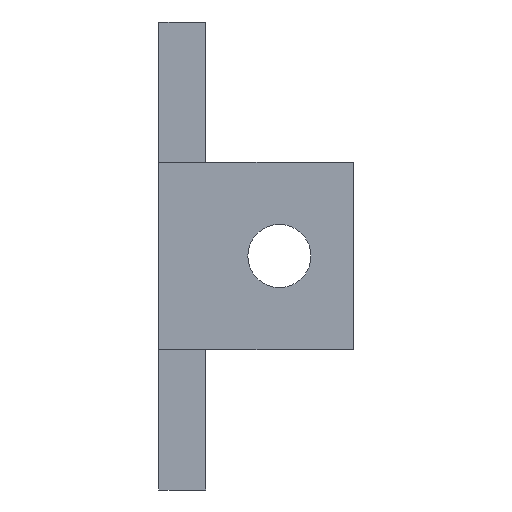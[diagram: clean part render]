
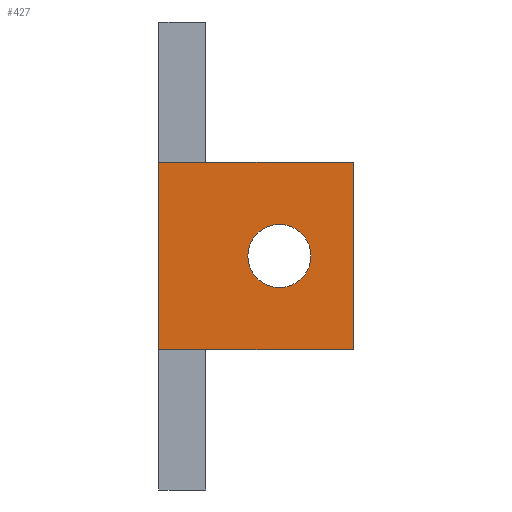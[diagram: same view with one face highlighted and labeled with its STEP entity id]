
A CAD part, left-side view. The second image highlights one B-rep face of the part: STEP entity #427.
In plain terms, the highlighted planar face has unit normal (-1, 0, 0).
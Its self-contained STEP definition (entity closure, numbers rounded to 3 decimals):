
#25=CIRCLE('',#464,1.35);
#61=ORIENTED_EDGE('',*,*,#171,.T.);
#62=ORIENTED_EDGE('',*,*,#147,.F.);
#63=ORIENTED_EDGE('',*,*,#172,.T.);
#64=ORIENTED_EDGE('',*,*,#160,.T.);
#65=ORIENTED_EDGE('',*,*,#173,.T.);
#147=EDGE_CURVE('',#203,#204,#243,.T.);
#160=EDGE_CURVE('',#217,#216,#256,.T.);
#171=EDGE_CURVE('',#216,#204,#266,.T.);
#172=EDGE_CURVE('',#203,#217,#267,.T.);
#173=EDGE_CURVE('',#225,#225,#25,.T.);
#203=VERTEX_POINT('',#605);
#204=VERTEX_POINT('',#607);
#216=VERTEX_POINT('',#633);
#217=VERTEX_POINT('',#635);
#225=VERTEX_POINT('',#659);
#243=LINE('',#606,#291);
#256=LINE('',#634,#304);
#266=LINE('',#656,#314);
#267=LINE('',#657,#315);
#291=VECTOR('',#494,1000.);
#304=VECTOR('',#511,1000.);
#314=VECTOR('',#529,1000.);
#315=VECTOR('',#530,1000.);
#342=EDGE_LOOP('',(#61,#62,#63,#64));
#343=EDGE_LOOP('',(#65));
#376=FACE_BOUND('',#342,.T.);
#377=FACE_BOUND('',#343,.T.);
#409=PLANE('',#463);
#427=ADVANCED_FACE('',(#376,#377),#409,.T.);
#463=AXIS2_PLACEMENT_3D('',#655,#527,#528);
#464=AXIS2_PLACEMENT_3D('',#658,#531,#532);
#494=DIRECTION('',(0.,-1.,0.));
#511=DIRECTION('',(0.,-1.,0.));
#527=DIRECTION('',(-1.,0.,0.));
#528=DIRECTION('',(0.,0.,1.));
#529=DIRECTION('',(0.,0.,1.));
#530=DIRECTION('',(0.,0.,-1.));
#531=DIRECTION('',(1.,0.,0.));
#532=DIRECTION('',(0.,0.,1.));
#605=CARTESIAN_POINT('',(-57.5,2.,4.));
#606=CARTESIAN_POINT('',(-57.5,2.,4.));
#607=CARTESIAN_POINT('',(-57.5,-6.305,4.));
#633=CARTESIAN_POINT('',(-57.5,-6.305,-4.));
#634=CARTESIAN_POINT('',(-57.5,2.,-4.));
#635=CARTESIAN_POINT('',(-57.5,2.,-4.));
#655=CARTESIAN_POINT('',(-57.5,2.,4.));
#656=CARTESIAN_POINT('',(-57.5,-6.305,-3.));
#657=CARTESIAN_POINT('',(-57.5,2.,4.));
#658=CARTESIAN_POINT('',(-57.5,-3.153,0.));
#659=CARTESIAN_POINT('',(-57.5,-3.153,1.35));
